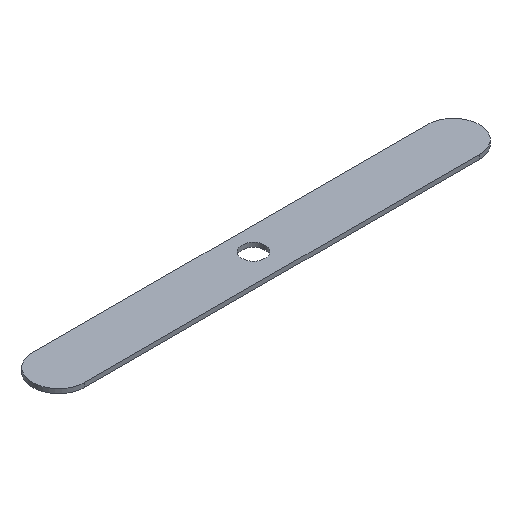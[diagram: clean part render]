
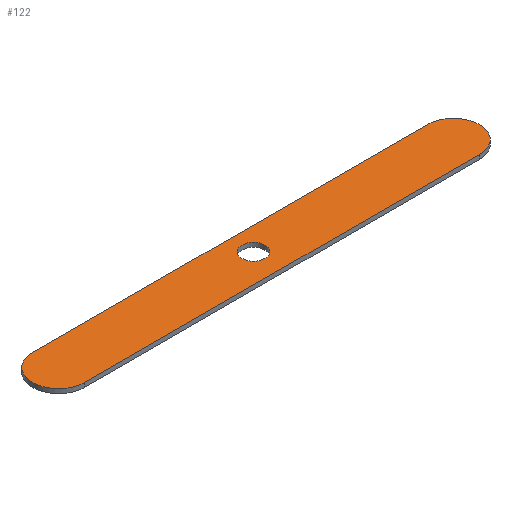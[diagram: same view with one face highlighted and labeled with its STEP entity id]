
A CAD part, isometric view. The second image highlights one B-rep face of the part: STEP entity #122.
In plain terms, the highlighted planar face has unit normal (0, 0, 1).
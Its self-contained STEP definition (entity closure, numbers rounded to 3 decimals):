
#16=FACE_BOUND('',#33,.T.);
#18=PLANE('',#148);
#24=FACE_OUTER_BOUND('',#32,.T.);
#32=EDGE_LOOP('',(#99,#100,#101,#102));
#33=EDGE_LOOP('',(#103));
#42=LINE('',#214,#51);
#43=LINE('',#217,#52);
#51=VECTOR('',#178,10.);
#52=VECTOR('',#181,10.);
#55=CIRCLE('',#141,4.);
#59=CIRCLE('',#147,9.);
#60=CIRCLE('',#149,9.);
#61=VERTEX_POINT('',#192);
#67=VERTEX_POINT('',#207);
#68=VERTEX_POINT('',#208);
#69=VERTEX_POINT('',#213);
#70=VERTEX_POINT('',#215);
#71=EDGE_CURVE('',#61,#61,#55,.T.);
#78=EDGE_CURVE('',#67,#68,#59,.T.);
#81=EDGE_CURVE('',#67,#69,#42,.T.);
#82=EDGE_CURVE('',#70,#69,#60,.T.);
#83=EDGE_CURVE('',#70,#68,#43,.T.);
#99=ORIENTED_EDGE('',*,*,#78,.F.);
#100=ORIENTED_EDGE('',*,*,#81,.T.);
#101=ORIENTED_EDGE('',*,*,#82,.F.);
#102=ORIENTED_EDGE('',*,*,#83,.T.);
#103=ORIENTED_EDGE('',*,*,#71,.T.);
#122=ADVANCED_FACE('',(#24,#16),#18,.T.);
#141=AXIS2_PLACEMENT_3D('',#193,#157,#158);
#147=AXIS2_PLACEMENT_3D('',#209,#172,#173);
#148=AXIS2_PLACEMENT_3D('',#212,#176,#177);
#149=AXIS2_PLACEMENT_3D('',#216,#179,#180);
#157=DIRECTION('center_axis',(0.,0.,-1.));
#158=DIRECTION('ref_axis',(1.,0.,0.));
#172=DIRECTION('center_axis',(0.,0.,-1.));
#173=DIRECTION('ref_axis',(-0.707,-0.707,0.));
#176=DIRECTION('center_axis',(0.,0.,1.));
#177=DIRECTION('ref_axis',(1.,0.,0.));
#178=DIRECTION('',(1.,0.,0.));
#179=DIRECTION('center_axis',(0.,0.,-1.));
#180=DIRECTION('ref_axis',(0.707,-0.707,0.));
#181=DIRECTION('',(-1.,0.,0.));
#192=CARTESIAN_POINT('',(75.571,9.95,1.5));
#193=CARTESIAN_POINT('Origin',(79.571,9.95,1.5));
#207=CARTESIAN_POINT('',(11.,0.,1.5));
#208=CARTESIAN_POINT('',(11.,18.,1.5));
#209=CARTESIAN_POINT('Origin',(11.,9.,1.5));
#212=CARTESIAN_POINT('Origin',(79.5,9.,1.5));
#213=CARTESIAN_POINT('',(148.,0.,1.5));
#214=CARTESIAN_POINT('',(2.,0.,1.5));
#215=CARTESIAN_POINT('',(148.,18.,1.5));
#216=CARTESIAN_POINT('Origin',(148.,9.,1.5));
#217=CARTESIAN_POINT('',(157.,18.,1.5));
